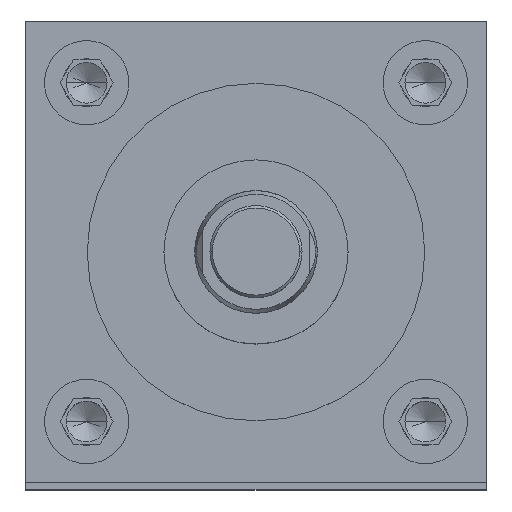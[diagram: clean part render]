
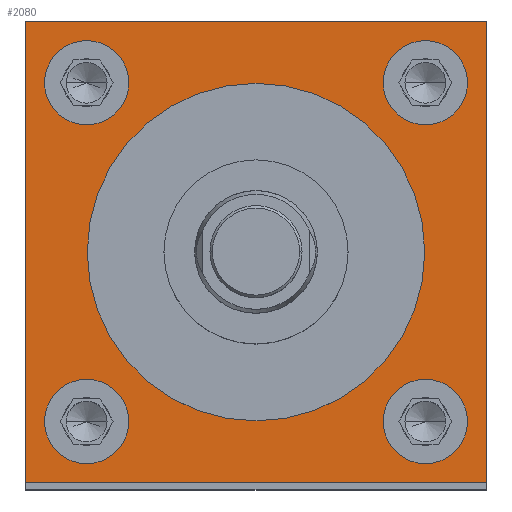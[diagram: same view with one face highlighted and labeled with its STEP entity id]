
A CAD part, top view. The second image highlights one B-rep face of the part: STEP entity #2080.
In plain terms, the highlighted planar face has unit normal (0, 0, 1).
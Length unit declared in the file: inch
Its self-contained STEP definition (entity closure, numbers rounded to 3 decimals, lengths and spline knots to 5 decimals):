
#4 = FACE_BOUND ( 'NONE', #3485, .T. ) ;
#34 = CARTESIAN_POINT ( 'NONE',  ( -1.7235, 1.38, 36.25 ) ) ;
#40 = CARTESIAN_POINT ( 'NONE',  ( -1.875, 1.875, 36.25 ) ) ;
#135 = EDGE_CURVE ( 'NONE', #1069, #2371, #7114, .T. ) ;
#231 = EDGE_CURVE ( 'NONE', #3550, #774, #6793, .T. ) ;
#256 = AXIS2_PLACEMENT_3D ( 'NONE', #1210, #6730, #1783 ) ;
#347 = CARTESIAN_POINT ( 'NONE',  ( 1.7235, -1.38, 36.25 ) ) ;
#387 = VERTEX_POINT ( 'NONE', #3570 ) ;
#430 = CARTESIAN_POINT ( 'NONE',  ( 1.875, -1.875, 36.25 ) ) ;
#469 = LINE ( 'NONE', #430, #2784 ) ;
#527 = CIRCLE ( 'NONE', #2027, 0.3435 ) ;
#580 = FACE_BOUND ( 'NONE', #1163, .T. ) ;
#680 = VERTEX_POINT ( 'NONE', #34 ) ;
#771 = CARTESIAN_POINT ( 'NONE',  ( 1.875, 1.875, 36.25 ) ) ;
#774 = VERTEX_POINT ( 'NONE', #6174 ) ;
#841 = VERTEX_POINT ( 'NONE', #1405 ) ;
#976 = AXIS2_PLACEMENT_3D ( 'NONE', #1567, #3217, #2683 ) ;
#1069 = VERTEX_POINT ( 'NONE', #3235 ) ;
#1129 = FACE_BOUND ( 'NONE', #7063, .T. ) ;
#1144 = ORIENTED_EDGE ( 'NONE', *, *, #4484, .F. ) ;
#1163 = EDGE_LOOP ( 'NONE', ( #1601, #3837 ) ) ;
#1167 = CARTESIAN_POINT ( 'NONE',  ( 0., 0., 36.25 ) ) ;
#1187 = DIRECTION ( 'NONE',  ( 0., 0., 1. ) ) ;
#1191 = CARTESIAN_POINT ( 'NONE',  ( 1.38, 1.38, 36.25 ) ) ;
#1202 = DIRECTION ( 'NONE',  ( 1., 0., 0. ) ) ;
#1210 = CARTESIAN_POINT ( 'NONE',  ( -1.38, -1.38, 36.25 ) ) ;
#1330 = CIRCLE ( 'NONE', #976, 0.3435 ) ;
#1332 = CARTESIAN_POINT ( 'NONE',  ( -1.38, 1.38, 36.25 ) ) ;
#1338 = AXIS2_PLACEMENT_3D ( 'NONE', #1332, #6777, #1832 ) ;
#1405 = CARTESIAN_POINT ( 'NONE',  ( -1.7235, -1.38, 36.25 ) ) ;
#1495 = DIRECTION ( 'NONE',  ( 0., 0., 1. ) ) ;
#1511 = CIRCLE ( 'NONE', #1626, 0.3435 ) ;
#1555 = CARTESIAN_POINT ( 'NONE',  ( 1.875, -1.875, 36.25 ) ) ;
#1567 = CARTESIAN_POINT ( 'NONE',  ( 1.38, 1.38, 36.25 ) ) ;
#1597 = DIRECTION ( 'NONE',  ( 0., -1., 0. ) ) ;
#1601 = ORIENTED_EDGE ( 'NONE', *, *, #2190, .F. ) ;
#1626 = AXIS2_PLACEMENT_3D ( 'NONE', #5482, #1187, #4958 ) ;
#1662 = CIRCLE ( 'NONE', #2708, 0.3435 ) ;
#1704 = DIRECTION ( 'NONE',  ( 0., 0., 1. ) ) ;
#1783 = DIRECTION ( 'NONE',  ( 1., 0., 0. ) ) ;
#1832 = DIRECTION ( 'NONE',  ( 1., 0., 0. ) ) ;
#1873 = VERTEX_POINT ( 'NONE', #4763 ) ;
#1903 = VECTOR ( 'NONE', #1597, 39.37008 ) ;
#2027 = AXIS2_PLACEMENT_3D ( 'NONE', #4889, #3846, #6763 ) ;
#2080 = ADVANCED_FACE ( 'NONE', ( #4, #1129, #5535, #6684, #580, #2782 ), #4980, .F. ) ;
#2178 = ORIENTED_EDGE ( 'NONE', *, *, #4687, .F. ) ;
#2190 = EDGE_CURVE ( 'NONE', #774, #3550, #4315, .T. ) ;
#2335 = DIRECTION ( 'NONE',  ( 1., 0., 0. ) ) ;
#2371 = VERTEX_POINT ( 'NONE', #1555 ) ;
#2457 = CIRCLE ( 'NONE', #256, 0.3435 ) ;
#2598 = VECTOR ( 'NONE', #5165, 39.37008 ) ;
#2628 = CARTESIAN_POINT ( 'NONE',  ( -1.375, 0., 36.25 ) ) ;
#2683 = DIRECTION ( 'NONE',  ( 1., 0., 0. ) ) ;
#2708 = AXIS2_PLACEMENT_3D ( 'NONE', #1191, #5488, #3377 ) ;
#2717 = CIRCLE ( 'NONE', #1338, 0.3435 ) ;
#2782 = FACE_OUTER_BOUND ( 'NONE', #3887, .T. ) ;
#2784 = VECTOR ( 'NONE', #4292, 39.37008 ) ;
#2843 = CARTESIAN_POINT ( 'NONE',  ( -1.875, -1.875, 36.25 ) ) ;
#2895 = VERTEX_POINT ( 'NONE', #5689 ) ;
#3006 = ORIENTED_EDGE ( 'NONE', *, *, #6321, .F. ) ;
#3017 = CARTESIAN_POINT ( 'NONE',  ( -1.0365, 1.38, 36.25 ) ) ;
#3190 = CARTESIAN_POINT ( 'NONE',  ( -1.38, -1.38, 36.25 ) ) ;
#3193 = EDGE_CURVE ( 'NONE', #6474, #387, #1330, .T. ) ;
#3210 = EDGE_CURVE ( 'NONE', #2895, #1069, #3896, .T. ) ;
#3217 = DIRECTION ( 'NONE',  ( 0., 0., 1. ) ) ;
#3235 = CARTESIAN_POINT ( 'NONE',  ( -1.875, -1.875, 36.25 ) ) ;
#3312 = CARTESIAN_POINT ( 'NONE',  ( 1.38, -1.38, 36.25 ) ) ;
#3313 = EDGE_LOOP ( 'NONE', ( #2178, #1144 ) ) ;
#3377 = DIRECTION ( 'NONE',  ( 1., 0., 0. ) ) ;
#3424 = CARTESIAN_POINT ( 'NONE',  ( 0., 0., 36.25 ) ) ;
#3434 = EDGE_CURVE ( 'NONE', #4731, #2895, #6320, .T. ) ;
#3485 = EDGE_LOOP ( 'NONE', ( #5043, #3618 ) ) ;
#3520 = CARTESIAN_POINT ( 'NONE',  ( 1.0365, -1.38, 36.25 ) ) ;
#3525 = ORIENTED_EDGE ( 'NONE', *, *, #3210, .T. ) ;
#3550 = VERTEX_POINT ( 'NONE', #2628 ) ;
#3570 = CARTESIAN_POINT ( 'NONE',  ( 1.0365, 1.38, 36.25 ) ) ;
#3618 = ORIENTED_EDGE ( 'NONE', *, *, #3664, .F. ) ;
#3664 = EDGE_CURVE ( 'NONE', #5956, #5659, #5594, .T. ) ;
#3694 = EDGE_CURVE ( 'NONE', #387, #6474, #1662, .T. ) ;
#3737 = AXIS2_PLACEMENT_3D ( 'NONE', #40, #5017, #5679 ) ;
#3797 = CARTESIAN_POINT ( 'NONE',  ( -1.875, -1.875, 36.25 ) ) ;
#3837 = ORIENTED_EDGE ( 'NONE', *, *, #231, .F. ) ;
#3846 = DIRECTION ( 'NONE',  ( 0., 0., 1. ) ) ;
#3887 = EDGE_LOOP ( 'NONE', ( #3525, #6885, #6541, #6304 ) ) ;
#3896 = LINE ( 'NONE', #2843, #1903 ) ;
#3974 = DIRECTION ( 'NONE',  ( 0., 0., 1. ) ) ;
#4038 = CARTESIAN_POINT ( 'NONE',  ( -1.875, 1.875, 36.25 ) ) ;
#4237 = VECTOR ( 'NONE', #4833, 39.37008 ) ;
#4271 = ORIENTED_EDGE ( 'NONE', *, *, #6992, .F. ) ;
#4292 = DIRECTION ( 'NONE',  ( 0., 1., 0. ) ) ;
#4315 = CIRCLE ( 'NONE', #5246, 1.375 ) ;
#4484 = EDGE_CURVE ( 'NONE', #680, #4517, #2717, .T. ) ;
#4517 = VERTEX_POINT ( 'NONE', #3017 ) ;
#4687 = EDGE_CURVE ( 'NONE', #4517, #680, #527, .T. ) ;
#4731 = VERTEX_POINT ( 'NONE', #771 ) ;
#4763 = CARTESIAN_POINT ( 'NONE',  ( -1.0365, -1.38, 36.25 ) ) ;
#4833 = DIRECTION ( 'NONE',  ( 1., 0., 0. ) ) ;
#4889 = CARTESIAN_POINT ( 'NONE',  ( -1.38, 1.38, 36.25 ) ) ;
#4958 = DIRECTION ( 'NONE',  ( 1., 0., 0. ) ) ;
#4980 = PLANE ( 'NONE',  #3737 ) ;
#5017 = DIRECTION ( 'NONE',  ( 0., 0., -1. ) ) ;
#5043 = ORIENTED_EDGE ( 'NONE', *, *, #5754, .F. ) ;
#5165 = DIRECTION ( 'NONE',  ( -1., 0., 0. ) ) ;
#5246 = AXIS2_PLACEMENT_3D ( 'NONE', #3424, #3974, #6791 ) ;
#5287 = EDGE_CURVE ( 'NONE', #2371, #4731, #469, .T. ) ;
#5358 = AXIS2_PLACEMENT_3D ( 'NONE', #3312, #5523, #2335 ) ;
#5482 = CARTESIAN_POINT ( 'NONE',  ( 1.38, -1.38, 36.25 ) ) ;
#5488 = DIRECTION ( 'NONE',  ( 0., 0., 1. ) ) ;
#5523 = DIRECTION ( 'NONE',  ( 0., 0., 1. ) ) ;
#5530 = AXIS2_PLACEMENT_3D ( 'NONE', #1167, #1704, #1202 ) ;
#5535 = FACE_BOUND ( 'NONE', #6688, .T. ) ;
#5594 = CIRCLE ( 'NONE', #5358, 0.3435 ) ;
#5659 = VERTEX_POINT ( 'NONE', #347 ) ;
#5679 = DIRECTION ( 'NONE',  ( -1., 0., 0. ) ) ;
#5689 = CARTESIAN_POINT ( 'NONE',  ( -1.875, 1.875, 36.25 ) ) ;
#5754 = EDGE_CURVE ( 'NONE', #5659, #5956, #1511, .T. ) ;
#5798 = CIRCLE ( 'NONE', #6483, 0.3435 ) ;
#5837 = ORIENTED_EDGE ( 'NONE', *, *, #3193, .F. ) ;
#5913 = DIRECTION ( 'NONE',  ( 1., 0., 0. ) ) ;
#5956 = VERTEX_POINT ( 'NONE', #3520 ) ;
#6174 = CARTESIAN_POINT ( 'NONE',  ( 1.375, 0., 36.25 ) ) ;
#6304 = ORIENTED_EDGE ( 'NONE', *, *, #3434, .T. ) ;
#6320 = LINE ( 'NONE', #4038, #2598 ) ;
#6321 = EDGE_CURVE ( 'NONE', #841, #1873, #2457, .T. ) ;
#6425 = ORIENTED_EDGE ( 'NONE', *, *, #3694, .F. ) ;
#6449 = CARTESIAN_POINT ( 'NONE',  ( 1.7235, 1.38, 36.25 ) ) ;
#6474 = VERTEX_POINT ( 'NONE', #6449 ) ;
#6483 = AXIS2_PLACEMENT_3D ( 'NONE', #3190, #1495, #5913 ) ;
#6541 = ORIENTED_EDGE ( 'NONE', *, *, #5287, .T. ) ;
#6684 = FACE_BOUND ( 'NONE', #3313, .T. ) ;
#6688 = EDGE_LOOP ( 'NONE', ( #4271, #3006 ) ) ;
#6730 = DIRECTION ( 'NONE',  ( 0., 0., 1. ) ) ;
#6763 = DIRECTION ( 'NONE',  ( 1., 0., 0. ) ) ;
#6777 = DIRECTION ( 'NONE',  ( 0., 0., 1. ) ) ;
#6791 = DIRECTION ( 'NONE',  ( 1., 0., 0. ) ) ;
#6793 = CIRCLE ( 'NONE', #5530, 1.375 ) ;
#6885 = ORIENTED_EDGE ( 'NONE', *, *, #135, .T. ) ;
#6992 = EDGE_CURVE ( 'NONE', #1873, #841, #5798, .T. ) ;
#7063 = EDGE_LOOP ( 'NONE', ( #5837, #6425 ) ) ;
#7114 = LINE ( 'NONE', #3797, #4237 ) ;
